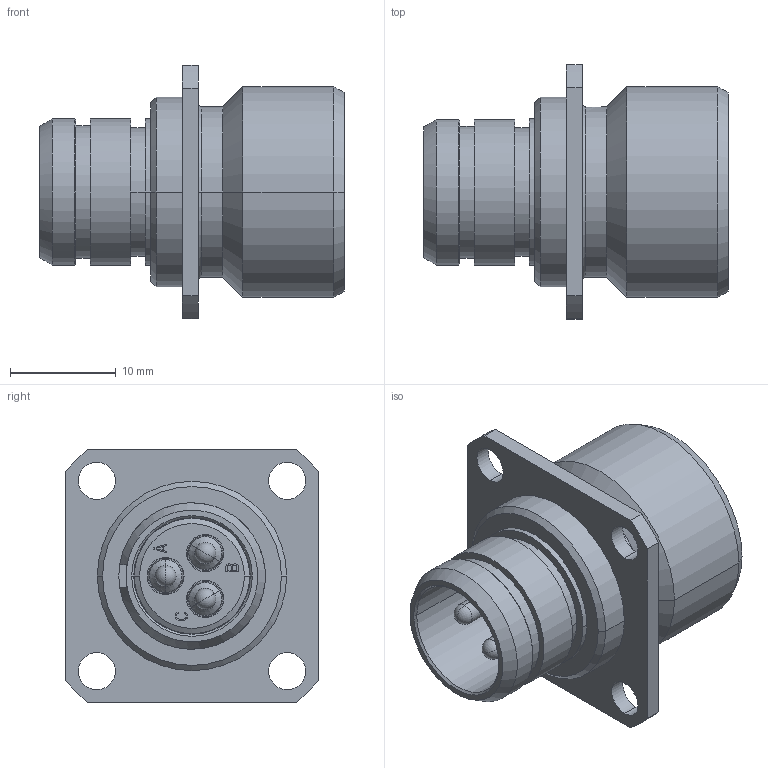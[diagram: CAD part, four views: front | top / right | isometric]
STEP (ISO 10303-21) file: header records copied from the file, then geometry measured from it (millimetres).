
FILE_DESCRIPTION((''),'2;1');
FILE_NAME('1332ER103MZ','2024-07-24T10:06:40',('paultorloting'),('NET AG system integration'),'CREO PARAMETRIC BY PTC INC, 2021404','CREO PARAMETRIC BY PTC INC, 2021404','');
FILE_SCHEMA(('AUTOMOTIVE_DESIGN { 1 0 10303 214 1 1 1 1 }'));
Length unit declared in the file: millimetre
Products named in the file (1): 1332ER103MZ
Bounding box: 28.8 x 24 x 24 mm (x, y, z)
Volume: 4199.9 mm3; surface area: 4936.8 mm2
Topology: 1 solids, 1 shells, 417 faces, 1089 edges, 695 vertices
Faces by surface type: plane 246, cylinder 97, cone 41, torus 21, bspline 6, sphere 6
Entity records: 18305 total; most frequent: CARTESIAN_POINT 4800, ORIENTED_EDGE 2154, DIRECTION 2089, EDGE_CURVE 1077, VECTOR 770, LINE 770, VERTEX_POINT 695, AXIS2_PLACEMENT_3D 658
